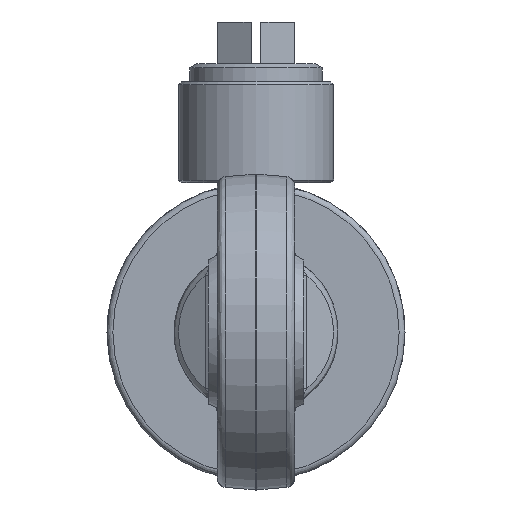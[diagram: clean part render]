
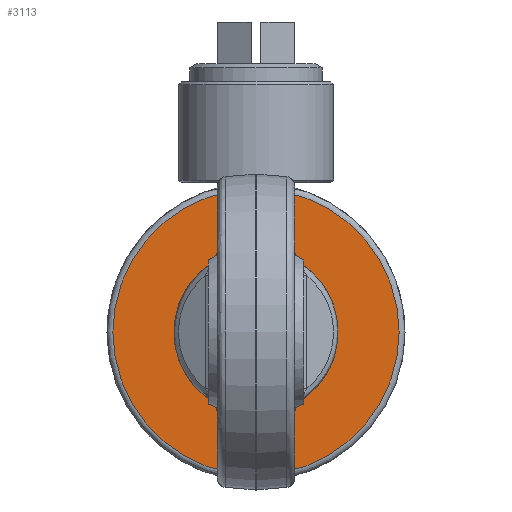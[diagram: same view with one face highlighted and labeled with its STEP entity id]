
A CAD part, left-side view. The second image highlights one B-rep face of the part: STEP entity #3113.
In plain terms, the highlighted planar face has unit normal (-1, 0, 0).
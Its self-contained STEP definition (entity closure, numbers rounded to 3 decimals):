
#1547 = AXIS2_PLACEMENT_3D ( 'NONE', #2417, #7043, #7771 ) ;
#2022 = CARTESIAN_POINT ( 'NONE',  ( -8., 0., 0. ) ) ;
#2130 = PLANE ( 'NONE',  #1547 ) ;
#2417 = CARTESIAN_POINT ( 'NONE',  ( -8., 0., 24. ) ) ;
#2477 = AXIS2_PLACEMENT_3D ( 'NONE', #11112, #13704, #3257 ) ;
#3113 = ADVANCED_FACE ( 'NONE', ( #4684, #3658 ), #2130, .T. ) ;
#3257 = DIRECTION ( 'NONE',  ( 0., 0., -1. ) ) ;
#3658 = FACE_BOUND ( 'NONE', #4287, .T. ) ;
#4287 = EDGE_LOOP ( 'NONE', ( #10323 ) ) ;
#4684 = FACE_OUTER_BOUND ( 'NONE', #7936, .T. ) ;
#5216 = VERTEX_POINT ( 'NONE', #9817 ) ;
#5664 = DIRECTION ( 'NONE',  ( 0., 0., 1. ) ) ;
#6419 = EDGE_CURVE ( 'NONE', #6646, #6646, #14421, .T. ) ;
#6646 = VERTEX_POINT ( 'NONE', #14860 ) ;
#6703 = ORIENTED_EDGE ( 'NONE', *, *, #11825, .T. ) ;
#7043 = DIRECTION ( 'NONE',  ( -1., 0., 0. ) ) ;
#7771 = DIRECTION ( 'NONE',  ( 0., 0., 1. ) ) ;
#7936 = EDGE_LOOP ( 'NONE', ( #6703 ) ) ;
#8152 = CIRCLE ( 'NONE', #9627, 24. ) ;
#9627 = AXIS2_PLACEMENT_3D ( 'NONE', #2022, #13932, #5664 ) ;
#9817 = CARTESIAN_POINT ( 'NONE',  ( -8., 0., 24. ) ) ;
#10323 = ORIENTED_EDGE ( 'NONE', *, *, #6419, .T. ) ;
#11112 = CARTESIAN_POINT ( 'NONE',  ( -8., 0., 0. ) ) ;
#11825 = EDGE_CURVE ( 'NONE', #5216, #5216, #8152, .T. ) ;
#13704 = DIRECTION ( 'NONE',  ( 1., 0., 0. ) ) ;
#13932 = DIRECTION ( 'NONE',  ( -1., 0., 0. ) ) ;
#14421 = CIRCLE ( 'NONE', #2477, 2. ) ;
#14860 = CARTESIAN_POINT ( 'NONE',  ( -8., 0., -2. ) ) ;
